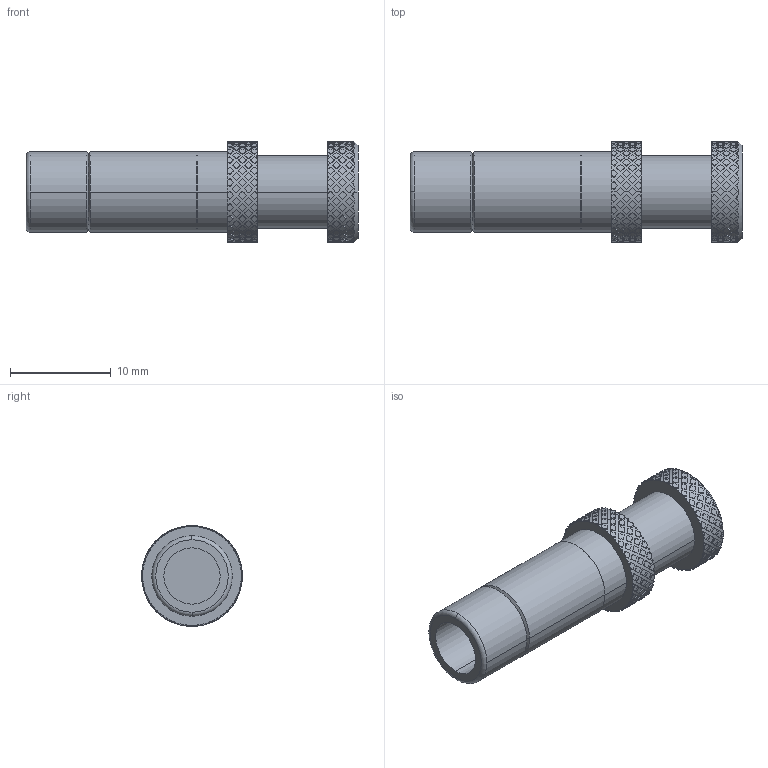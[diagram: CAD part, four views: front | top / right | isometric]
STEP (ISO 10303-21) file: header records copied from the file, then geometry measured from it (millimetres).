
FILE_DESCRIPTION(('STEP AP214'),'1');
FILE_NAME('3626_08_00.stp','2016-07-07T14:25:52',('TraceParts'),('TraceParts S.A.'),'Spatial InterOp 3D',' ',' ');
FILE_SCHEMA(('automotive_design'));
Length unit declared in the file: millimetre
Products named in the file (1): 1
Bounding box: 33 x 10 x 10 mm (x, y, z)
Volume: 1007.5 mm3; surface area: 1685.9 mm2
Topology: 1 solids, 1 shells, 1475 faces, 3945 edges, 2622 vertices
Faces by surface type: plane 1108, cylinder 359, cone 6, torus 2
Entity records: 47604 total; most frequent: DIRECTION 9467, CARTESIAN_POINT 8147, ORIENTED_EDGE 7890, AXIS2_PLACEMENT_3D 4098, EDGE_CURVE 3945, VERTEX_POINT 2622, ELLIPSE 2236, EDGE_LOOP 1625
